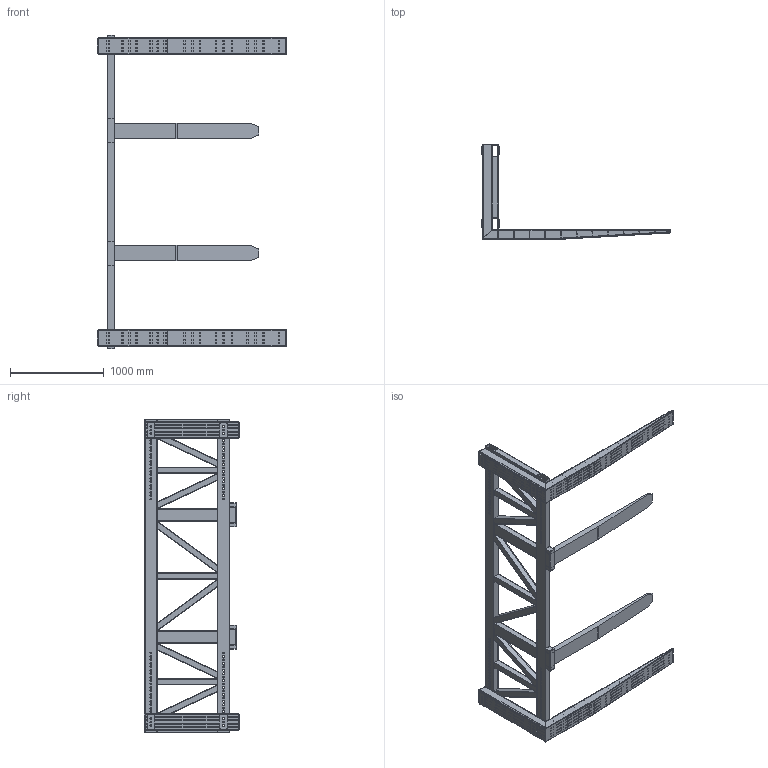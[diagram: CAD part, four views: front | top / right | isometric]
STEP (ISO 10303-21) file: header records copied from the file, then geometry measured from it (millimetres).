
FILE_DESCRIPTION(('FreeCAD Model'),'2;1');
FILE_NAME('Open CASCADE Shape Model','2025-05-08T00:06:28',('FreeCAD'),( 'FreeCAD'),'Open CASCADE STEP processor 7.6','FreeCAD','Unknown');
FILE_SCHEMA(('AUTOMOTIVE_DESIGN { 1 0 10303 214 1 1 1 1 }'));
Products named in the file (1): Open CASCADE STEP translator 7.6 1
Bounding box: 2015.38 x 1014.37 x 3336.73 mm (x, y, z)
Volume: 89509262.5 mm3; surface area: 23047934.8 mm2
Topology: 71 solids, 71 shells, 3870 faces, 11072 edges, 7344 vertices
Faces by surface type: bspline 3870
Entity records: 123410 total; most frequent: CARTESIAN_POINT 56853, ORIENTED_EDGE 22144, EDGE_CURVE 11072, B_SPLINE_CURVE_WITH_KNOTS 9088, VERTEX_POINT 7344, FACE_BOUND 4996, EDGE_LOOP 4996, ADVANCED_FACE 3870
